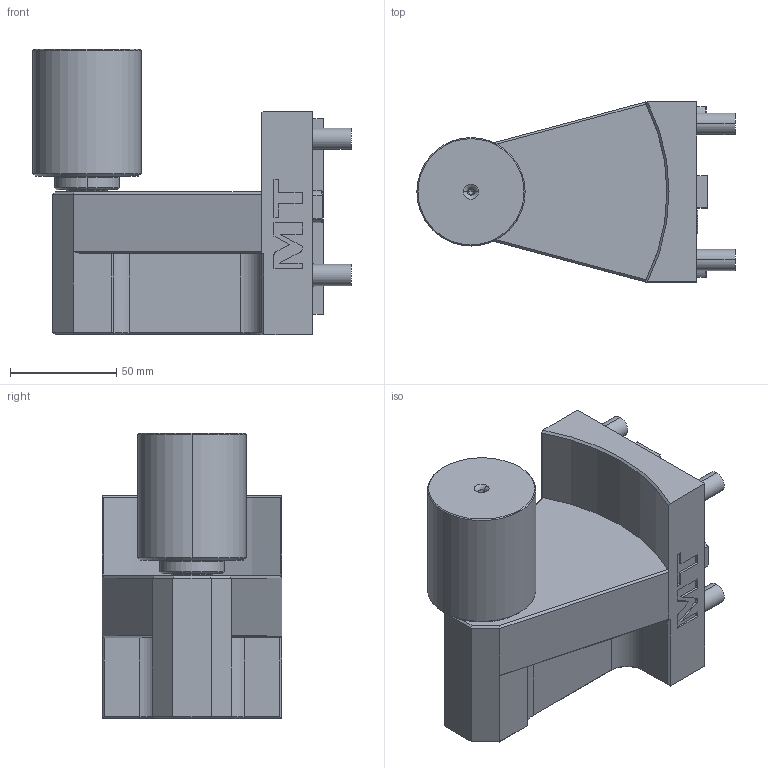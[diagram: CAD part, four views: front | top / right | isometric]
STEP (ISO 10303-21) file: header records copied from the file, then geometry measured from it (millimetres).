
FILE_DESCRIPTION((''),'2;1');
FILE_NAME('0820100L_CONF','2023-04-14T08:39:45',('gvalli'),('M.T. srl'),'CREO PARAMETRIC BY PTC INC, 2021072','CREO PARAMETRIC BY PTC INC, 2021072','');
FILE_SCHEMA(('CONFIG_CONTROL_DESIGN'));
Length unit declared in the file: millimetre
Products named in the file (1): 0820100L_CONF
Bounding box: 149.4 x 84.5 x 134 mm (x, y, z)
Volume: 608812.6 mm3; surface area: 66556.8 mm2
Topology: 1 solids, 1 shells, 164 faces, 401 edges, 253 vertices
Faces by surface type: plane 110, cylinder 23, cone 19, torus 8, extrusion 4
Entity records: 4850 total; most frequent: CARTESIAN_POINT 950, ORIENTED_EDGE 798, DIRECTION 776, EDGE_CURVE 399, VECTOR 298, LINE 294, VERTEX_POINT 253, AXIS2_PLACEMENT_3D 239
